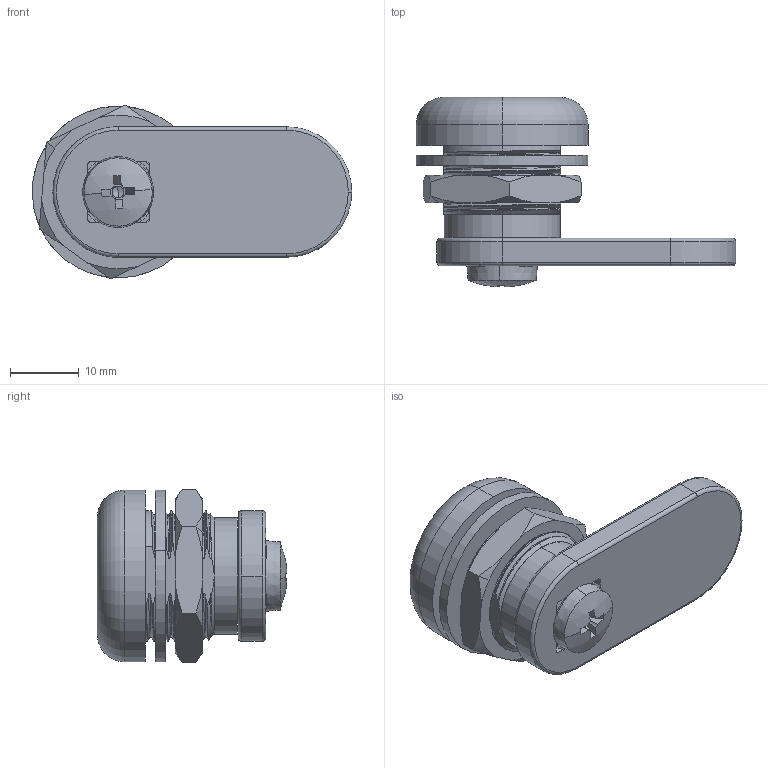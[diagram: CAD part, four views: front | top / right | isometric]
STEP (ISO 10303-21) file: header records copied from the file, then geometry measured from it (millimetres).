
FILE_DESCRIPTION (( 'STEP AP214' ), '1' );
FILE_NAME ('C9 KC-105.STEP', '2016-12-15T06:41:44', ( '' ), ( '' ), 'SwSTEP 2.0', 'SolidWorks 2011', '' );
FILE_SCHEMA (( 'AUTOMOTIVE_DESIGN' ));
Length unit declared in the file: millimetre
Products named in the file (1): C9 KC-105
Bounding box: 46.5 x 27.56 x 25.31 mm (x, y, z)
Volume: 10487.2 mm3; surface area: 7379.1 mm2
Topology: 2 solids, 2 shells, 228 faces, 733 edges, 476 vertices
Faces by surface type: bspline 70, plane 66, cylinder 54, cone 28, torus 8, sphere 2
Entity records: 67718 total; most frequent: CARTESIAN_POINT 59537, ORIENTED_EDGE 1462, DIRECTION 876, EDGE_CURVE 731, VERTEX_POINT 476, AXIS2_PLACEMENT_3D 329, B_SPLINE_CURVE_WITH_KNOTS 270, EDGE_LOOP 243
